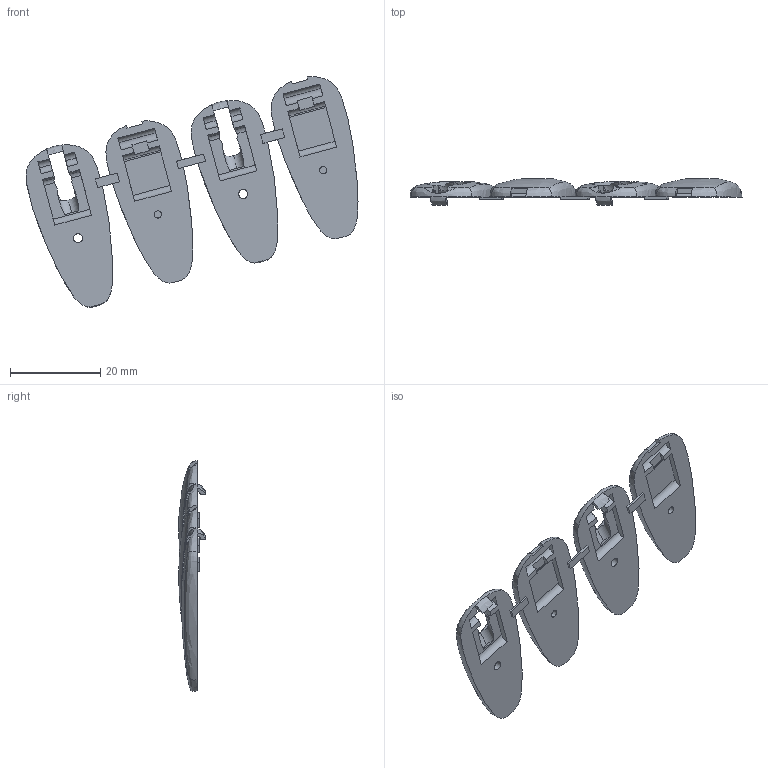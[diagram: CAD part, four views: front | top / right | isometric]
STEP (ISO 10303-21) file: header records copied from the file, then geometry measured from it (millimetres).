
FILE_DESCRIPTION(('STEP AP214'),'1');
FILE_NAME('4in1.stp','2022-05-16T03:02:57',(' '),(' '),'Spatial InterOp 3D',' ',' ');
FILE_SCHEMA(('AUTOMOTIVE_DESIGN { 1 0 10303 214 1 1 1 1 }'));
Length unit declared in the file: metre
Products named in the file (1): 实体
Bounding box: 73.42 x 5.94 x 51.02 mm (x, y, z)
Volume: 4625.2 mm3; surface area: 4824 mm2
Topology: 1 solids, 1 shells, 184 faces, 518 edges, 340 vertices
Faces by surface type: plane 88, cylinder 68, bspline 28
Entity records: 11338 total; most frequent: CARTESIAN_POINT 6770, ORIENTED_EDGE 1036, DIRECTION 834, EDGE_CURVE 518, VERTEX_POINT 340, AXIS2_PLACEMENT_3D 301, LINE 232, VECTOR 232
